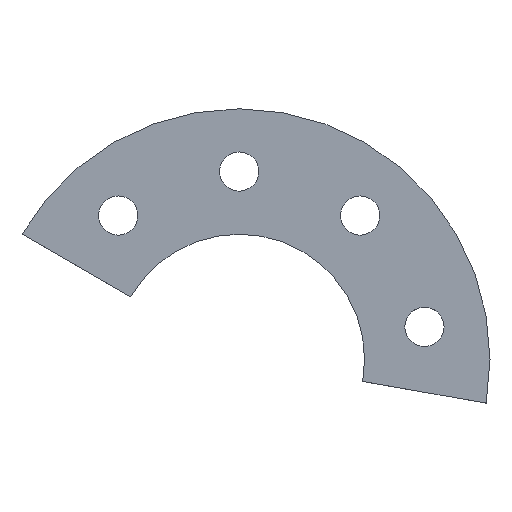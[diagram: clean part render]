
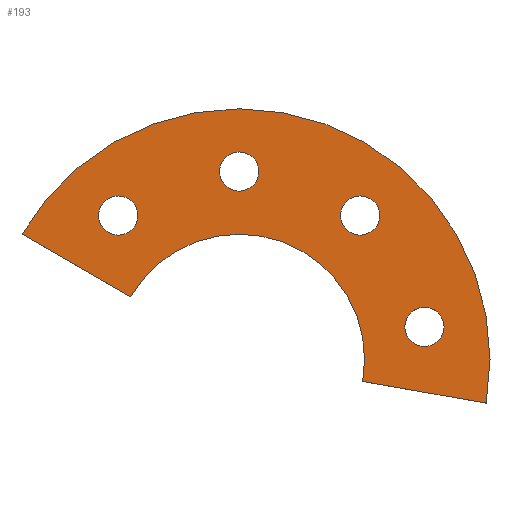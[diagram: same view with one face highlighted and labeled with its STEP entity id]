
A CAD part, top view. The second image highlights one B-rep face of the part: STEP entity #193.
In plain terms, the highlighted planar face has unit normal (0, 0, 1).
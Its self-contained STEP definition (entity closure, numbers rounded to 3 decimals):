
#15=FACE_BOUND('',#46,.T.);
#16=FACE_BOUND('',#47,.T.);
#17=FACE_BOUND('',#48,.T.);
#18=FACE_BOUND('',#49,.T.);
#25=PLANE('',#229);
#35=FACE_OUTER_BOUND('',#45,.T.);
#45=EDGE_LOOP('',(#163,#164,#165,#166));
#46=EDGE_LOOP('',(#167));
#47=EDGE_LOOP('',(#168));
#48=EDGE_LOOP('',(#169));
#49=EDGE_LOOP('',(#170));
#61=LINE('',#321,#73);
#65=LINE('',#333,#77);
#73=VECTOR('',#265,10.);
#77=VECTOR('',#277,10.);
#79=CIRCLE('',#210,3.969);
#81=CIRCLE('',#213,3.969);
#83=CIRCLE('',#216,3.969);
#85=CIRCLE('',#219,3.969);
#88=CIRCLE('',#224,50.8);
#90=CIRCLE('',#228,25.4);
#91=VERTEX_POINT('',#291);
#93=VERTEX_POINT('',#297);
#95=VERTEX_POINT('',#303);
#97=VERTEX_POINT('',#309);
#101=VERTEX_POINT('',#318);
#102=VERTEX_POINT('',#320);
#104=VERTEX_POINT('',#326);
#106=VERTEX_POINT('',#332);
#107=EDGE_CURVE('',#91,#91,#79,.T.);
#110=EDGE_CURVE('',#93,#93,#81,.T.);
#113=EDGE_CURVE('',#95,#95,#83,.T.);
#116=EDGE_CURVE('',#97,#97,#85,.T.);
#121=EDGE_CURVE('',#102,#101,#61,.T.);
#124=EDGE_CURVE('',#104,#102,#88,.T.);
#127=EDGE_CURVE('',#106,#104,#65,.T.);
#130=EDGE_CURVE('',#101,#106,#90,.T.);
#163=ORIENTED_EDGE('',*,*,#130,.T.);
#164=ORIENTED_EDGE('',*,*,#127,.T.);
#165=ORIENTED_EDGE('',*,*,#124,.T.);
#166=ORIENTED_EDGE('',*,*,#121,.T.);
#167=ORIENTED_EDGE('',*,*,#116,.T.);
#168=ORIENTED_EDGE('',*,*,#113,.T.);
#169=ORIENTED_EDGE('',*,*,#110,.T.);
#170=ORIENTED_EDGE('',*,*,#107,.T.);
#193=ADVANCED_FACE('',(#35,#15,#16,#17,#18),#25,.T.);
#210=AXIS2_PLACEMENT_3D('',#292,#235,#236);
#213=AXIS2_PLACEMENT_3D('',#298,#242,#243);
#216=AXIS2_PLACEMENT_3D('',#304,#249,#250);
#219=AXIS2_PLACEMENT_3D('',#310,#256,#257);
#224=AXIS2_PLACEMENT_3D('',#327,#271,#272);
#228=AXIS2_PLACEMENT_3D('',#337,#283,#284);
#229=AXIS2_PLACEMENT_3D('',#338,#285,#286);
#235=DIRECTION('center_axis',(0.,0.,-1.));
#236=DIRECTION('ref_axis',(1.,0.,0.));
#242=DIRECTION('center_axis',(0.,0.,-1.));
#243=DIRECTION('ref_axis',(1.,0.,0.));
#249=DIRECTION('center_axis',(0.,0.,-1.));
#250=DIRECTION('ref_axis',(1.,0.,0.));
#256=DIRECTION('center_axis',(0.,0.,-1.));
#257=DIRECTION('ref_axis',(1.,0.,0.));
#265=DIRECTION('',(0.866,-0.5,0.));
#271=DIRECTION('center_axis',(0.,0.,1.));
#272=DIRECTION('ref_axis',(1.,0.,0.));
#277=DIRECTION('',(0.985,-0.174,0.));
#283=DIRECTION('center_axis',(0.,0.,-1.));
#284=DIRECTION('ref_axis',(1.,0.,0.));
#285=DIRECTION('center_axis',(0.,0.,1.));
#286=DIRECTION('ref_axis',(1.,0.,0.));
#291=CARTESIAN_POINT('',(-3.969,38.1,3.));
#292=CARTESIAN_POINT('Origin',(0.,38.1,3.));
#297=CARTESIAN_POINT('',(-28.459,29.186,3.));
#298=CARTESIAN_POINT('Origin',(-24.49,29.186,3.));
#303=CARTESIAN_POINT('',(20.521,29.186,3.));
#304=CARTESIAN_POINT('Origin',(24.49,29.186,3.));
#309=CARTESIAN_POINT('',(33.552,6.616,3.));
#310=CARTESIAN_POINT('Origin',(37.521,6.616,3.));
#318=CARTESIAN_POINT('',(-21.997,12.7,3.));
#320=CARTESIAN_POINT('',(-43.994,25.4,3.));
#321=CARTESIAN_POINT('',(-21.997,12.7,3.));
#326=CARTESIAN_POINT('',(50.028,-8.821,3.));
#327=CARTESIAN_POINT('Origin',(0.,0.,
3.));
#332=CARTESIAN_POINT('',(25.014,-4.411,3.));
#333=CARTESIAN_POINT('',(25.014,-4.411,3.));
#337=CARTESIAN_POINT('Origin',(0.,0.,
3.));
#338=CARTESIAN_POINT('Origin',(0.,0.,3.));
